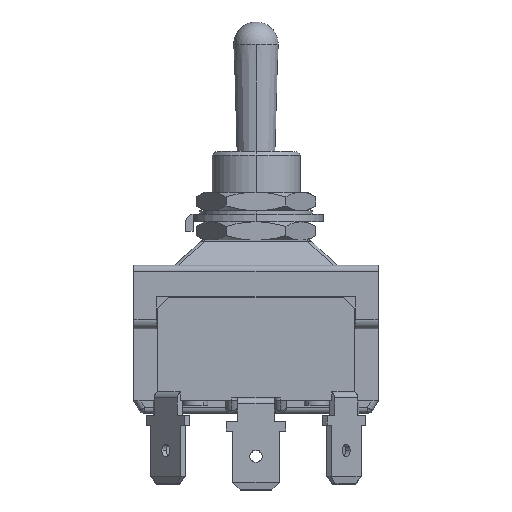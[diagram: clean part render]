
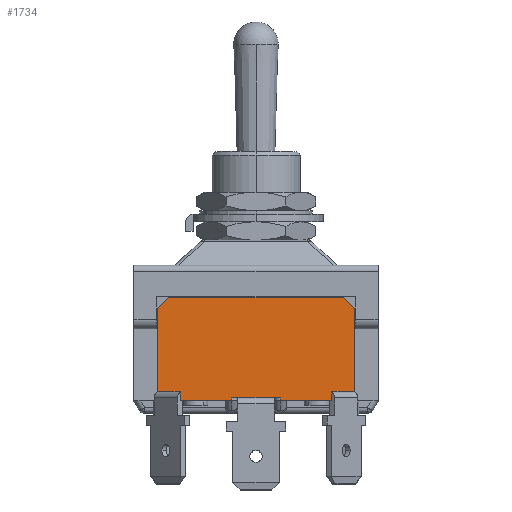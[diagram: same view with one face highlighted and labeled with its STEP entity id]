
A CAD part, top view. The second image highlights one B-rep face of the part: STEP entity #1734.
In plain terms, the highlighted planar face has unit normal (0, 0, 1).
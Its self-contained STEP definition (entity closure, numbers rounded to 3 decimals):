
#37 = VERTEX_POINT ( 'NONE', #5155 ) ;
#141 = CARTESIAN_POINT ( 'NONE',  ( 10.246, -16.3, 18.2 ) ) ;
#157 = LINE ( 'NONE', #9716, #5866 ) ;
#167 = ORIENTED_EDGE ( 'NONE', *, *, #11061, .T. ) ;
#321 = VECTOR ( 'NONE', #9860, 1000. ) ;
#351 = LINE ( 'NONE', #2827, #12259 ) ;
#543 = CARTESIAN_POINT ( 'NONE',  ( -10.246, -16.3, 18.2 ) ) ;
#648 = VECTOR ( 'NONE', #12954, 1000. ) ;
#650 = DIRECTION ( 'NONE',  ( 1., 0., 0. ) ) ;
#934 = VERTEX_POINT ( 'NONE', #12510 ) ;
#963 = VERTEX_POINT ( 'NONE', #10318 ) ;
#1295 = CARTESIAN_POINT ( 'NONE',  ( -13.3, -17.5, 18.2 ) ) ;
#1362 = DIRECTION ( 'NONE',  ( -1., 0., 0. ) ) ;
#1665 = VERTEX_POINT ( 'NONE', #6093 ) ;
#1734 = ADVANCED_FACE ( 'NONE', ( #8204 ), #12545, .F. ) ;
#1835 = DIRECTION ( 'NONE',  ( 0., -1., 0. ) ) ;
#1861 = DIRECTION ( 'NONE',  ( 0., 0., -1. ) ) ;
#2106 = DIRECTION ( 'NONE',  ( 0., 1., 0. ) ) ;
#2238 = VERTEX_POINT ( 'NONE', #5923 ) ;
#2719 = ORIENTED_EDGE ( 'NONE', *, *, #11898, .F. ) ;
#2827 = CARTESIAN_POINT ( 'NONE',  ( -11.8, -3.5, 18.2 ) ) ;
#2874 = CARTESIAN_POINT ( 'NONE',  ( 10.246, -16.3, 18.2 ) ) ;
#2882 = DIRECTION ( 'NONE',  ( 0.707, 0.707, 0. ) ) ;
#2927 = VERTEX_POINT ( 'NONE', #7192 ) ;
#2976 = EDGE_CURVE ( 'NONE', #2238, #7626, #9941, .T. ) ;
#2995 = AXIS2_PLACEMENT_3D ( 'NONE', #5147, #1861, #9357 ) ;
#3559 = LINE ( 'NONE', #12190, #9269 ) ;
#3661 = EDGE_CURVE ( 'NONE', #6370, #934, #5063, .T. ) ;
#4105 = ORIENTED_EDGE ( 'NONE', *, *, #9943, .F. ) ;
#4178 = VECTOR ( 'NONE', #10314, 1000. ) ;
#4225 = VECTOR ( 'NONE', #1835, 1000. ) ;
#4472 = EDGE_CURVE ( 'NONE', #37, #8305, #6351, .T. ) ;
#4664 = CARTESIAN_POINT ( 'NONE',  ( -10.246, -16.3, 18.2 ) ) ;
#4806 = VERTEX_POINT ( 'NONE', #4664 ) ;
#4917 = LINE ( 'NONE', #7066, #12459 ) ;
#4992 = ORIENTED_EDGE ( 'NONE', *, *, #13593, .F. ) ;
#5063 = LINE ( 'NONE', #8697, #12251 ) ;
#5147 = CARTESIAN_POINT ( 'NONE',  ( 0., -3.5, 18.2 ) ) ;
#5155 = CARTESIAN_POINT ( 'NONE',  ( 13.3, -16.3, 18.2 ) ) ;
#5179 = VECTOR ( 'NONE', #10385, 1000. ) ;
#5492 = ORIENTED_EDGE ( 'NONE', *, *, #3661, .T. ) ;
#5533 = CARTESIAN_POINT ( 'NONE',  ( 3.3, -17.1, 18.2 ) ) ;
#5866 = VECTOR ( 'NONE', #2106, 1000. ) ;
#5923 = CARTESIAN_POINT ( 'NONE',  ( 3.3, -17.1, 18.2 ) ) ;
#6093 = CARTESIAN_POINT ( 'NONE',  ( 13.3, -5., 18.2 ) ) ;
#6094 = CARTESIAN_POINT ( 'NONE',  ( 3.3, -17.1, 18.2 ) ) ;
#6224 = ORIENTED_EDGE ( 'NONE', *, *, #4472, .F. ) ;
#6320 = ORIENTED_EDGE ( 'NONE', *, *, #13368, .F. ) ;
#6351 = LINE ( 'NONE', #11889, #648 ) ;
#6361 = CARTESIAN_POINT ( 'NONE',  ( -10.246, -16.3, 18.2 ) ) ;
#6370 = VERTEX_POINT ( 'NONE', #7095 ) ;
#6378 = DIRECTION ( 'NONE',  ( 1., 0., 0. ) ) ;
#6496 = ORIENTED_EDGE ( 'NONE', *, *, #11368, .T. ) ;
#6560 = DIRECTION ( 'NONE',  ( 0., -1., 0. ) ) ;
#6725 = VECTOR ( 'NONE', #1362, 1000. ) ;
#6882 = DIRECTION ( 'NONE',  ( -0.707, 0.707, 0. ) ) ;
#7066 = CARTESIAN_POINT ( 'NONE',  ( 0., -17.5, 18.2 ) ) ;
#7095 = CARTESIAN_POINT ( 'NONE',  ( 11.8, -3.5, 18.2 ) ) ;
#7190 = LINE ( 'NONE', #543, #4178 ) ;
#7192 = CARTESIAN_POINT ( 'NONE',  ( -3.3, -17.1, 18.2 ) ) ;
#7626 = VERTEX_POINT ( 'NONE', #11856 ) ;
#7684 = LINE ( 'NONE', #1295, #13715 ) ;
#7731 = ORIENTED_EDGE ( 'NONE', *, *, #8164, .T. ) ;
#7805 = DIRECTION ( 'NONE',  ( -1., 0., 0. ) ) ;
#8077 = DIRECTION ( 'NONE',  ( 0., 1., 0. ) ) ;
#8164 = EDGE_CURVE ( 'NONE', #7626, #11958, #8264, .T. ) ;
#8204 = FACE_OUTER_BOUND ( 'NONE', #9967, .T. ) ;
#8209 = LINE ( 'NONE', #5533, #6725 ) ;
#8264 = LINE ( 'NONE', #10619, #9097 ) ;
#8305 = VERTEX_POINT ( 'NONE', #141 ) ;
#8317 = VECTOR ( 'NONE', #6560, 1000. ) ;
#8423 = EDGE_CURVE ( 'NONE', #1665, #6370, #3559, .T. ) ;
#8613 = EDGE_CURVE ( 'NONE', #11942, #12735, #4917, .T. ) ;
#8614 = ORIENTED_EDGE ( 'NONE', *, *, #8423, .T. ) ;
#8641 = VERTEX_POINT ( 'NONE', #10331 ) ;
#8697 = CARTESIAN_POINT ( 'NONE',  ( 0., -3.5, 18.2 ) ) ;
#8997 = LINE ( 'NONE', #10864, #8317 ) ;
#9057 = CARTESIAN_POINT ( 'NONE',  ( -10.246, -17.5, 18.2 ) ) ;
#9097 = VECTOR ( 'NONE', #6378, 1000. ) ;
#9269 = VECTOR ( 'NONE', #6882, 1000. ) ;
#9357 = DIRECTION ( 'NONE',  ( -1., 0., 0. ) ) ;
#9716 = CARTESIAN_POINT ( 'NONE',  ( 13.3, -17.5, 18.2 ) ) ;
#9860 = DIRECTION ( 'NONE',  ( 0., -1., 0. ) ) ;
#9941 = LINE ( 'NONE', #6094, #4225 ) ;
#9943 = EDGE_CURVE ( 'NONE', #2238, #2927, #8209, .T. ) ;
#9967 = EDGE_LOOP ( 'NONE', ( #4105, #10308, #7731, #4992, #6224, #11161, #8614, #5492, #10716, #2719, #6496, #167, #10651, #6320 ) ) ;
#10308 = ORIENTED_EDGE ( 'NONE', *, *, #2976, .T. ) ;
#10314 = DIRECTION ( 'NONE',  ( 1., 0., 0. ) ) ;
#10318 = CARTESIAN_POINT ( 'NONE',  ( -13.3, -5., 18.2 ) ) ;
#10331 = CARTESIAN_POINT ( 'NONE',  ( -13.3, -16.3, 18.2 ) ) ;
#10335 = EDGE_CURVE ( 'NONE', #963, #934, #351, .T. ) ;
#10385 = DIRECTION ( 'NONE',  ( 0., -1., 0. ) ) ;
#10619 = CARTESIAN_POINT ( 'NONE',  ( 0., -17.5, 18.2 ) ) ;
#10651 = ORIENTED_EDGE ( 'NONE', *, *, #8613, .T. ) ;
#10716 = ORIENTED_EDGE ( 'NONE', *, *, #10335, .F. ) ;
#10864 = CARTESIAN_POINT ( 'NONE',  ( -3.3, -17.1, 18.2 ) ) ;
#10923 = LINE ( 'NONE', #6361, #321 ) ;
#10964 = EDGE_CURVE ( 'NONE', #37, #1665, #157, .T. ) ;
#11061 = EDGE_CURVE ( 'NONE', #4806, #11942, #10923, .T. ) ;
#11161 = ORIENTED_EDGE ( 'NONE', *, *, #10964, .T. ) ;
#11368 = EDGE_CURVE ( 'NONE', #8641, #4806, #7190, .T. ) ;
#11856 = CARTESIAN_POINT ( 'NONE',  ( 3.3, -17.5, 18.2 ) ) ;
#11889 = CARTESIAN_POINT ( 'NONE',  ( 10.246, -16.3, 18.2 ) ) ;
#11898 = EDGE_CURVE ( 'NONE', #8641, #963, #7684, .T. ) ;
#11909 = LINE ( 'NONE', #2874, #5179 ) ;
#11942 = VERTEX_POINT ( 'NONE', #9057 ) ;
#11958 = VERTEX_POINT ( 'NONE', #13276 ) ;
#12190 = CARTESIAN_POINT ( 'NONE',  ( 11.8, -3.5, 18.2 ) ) ;
#12251 = VECTOR ( 'NONE', #7805, 1000. ) ;
#12259 = VECTOR ( 'NONE', #2882, 1000. ) ;
#12459 = VECTOR ( 'NONE', #650, 1000. ) ;
#12510 = CARTESIAN_POINT ( 'NONE',  ( -11.8, -3.5, 18.2 ) ) ;
#12545 = PLANE ( 'NONE',  #2995 ) ;
#12735 = VERTEX_POINT ( 'NONE', #13862 ) ;
#12954 = DIRECTION ( 'NONE',  ( -1., 0., 0. ) ) ;
#13276 = CARTESIAN_POINT ( 'NONE',  ( 10.246, -17.5, 18.2 ) ) ;
#13368 = EDGE_CURVE ( 'NONE', #2927, #12735, #8997, .T. ) ;
#13593 = EDGE_CURVE ( 'NONE', #8305, #11958, #11909, .T. ) ;
#13715 = VECTOR ( 'NONE', #8077, 1000. ) ;
#13862 = CARTESIAN_POINT ( 'NONE',  ( -3.3, -17.5, 18.2 ) ) ;
